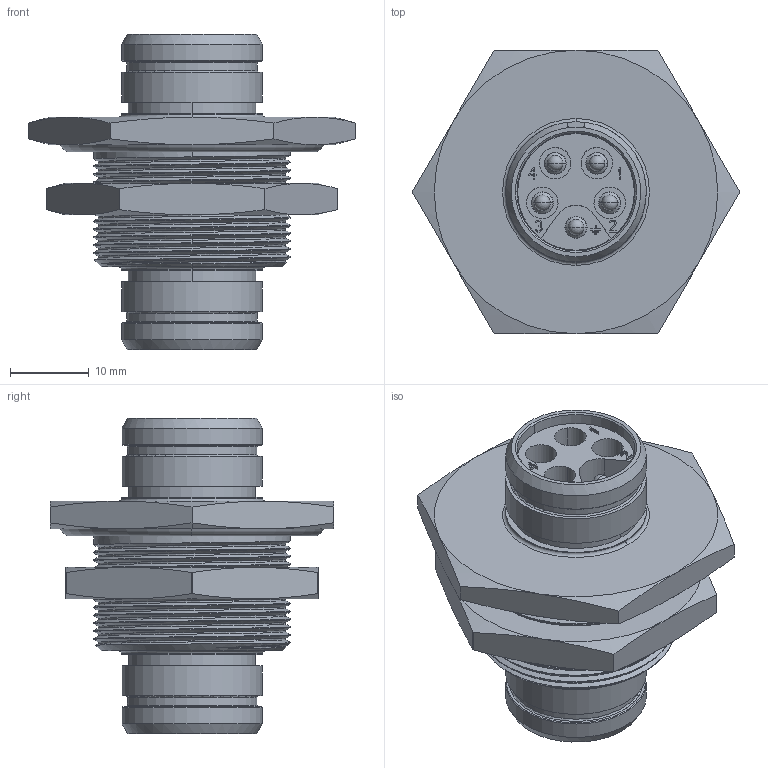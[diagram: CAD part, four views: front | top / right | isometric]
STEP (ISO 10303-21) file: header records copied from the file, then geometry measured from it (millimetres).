
FILE_DESCRIPTION((''),'2;1');
FILE_NAME('1331EE205MF','2018-03-20T11:40:05',('cgregory'),('NET AG system integration'),'CREO PARAMETRIC BY PTC INC, 2017260','CREO PARAMETRIC BY PTC INC, 2017260','');
FILE_SCHEMA(('AUTOMOTIVE_DESIGN { 1 0 10303 214 1 1 1 1 }'));
Length unit declared in the file: millimetre
Products named in the file (1): 1331EE205MF
Bounding box: 41.57 x 36 x 40 mm (x, y, z)
Volume: 14341 mm3; surface area: 17979.1 mm2
Topology: 2 solids, 2 shells, 828 faces, 2075 edges, 1295 vertices
Faces by surface type: plane 343, cylinder 243, cone 112, torus 94, bspline 20, sphere 16
Entity records: 39509 total; most frequent: CARTESIAN_POINT 13488, DIRECTION 4244, ORIENTED_EDGE 4110, EDGE_CURVE 2055, AXIS2_PLACEMENT_3D 1609, VERTEX_POINT 1295, VECTOR 1023, LINE 1023
